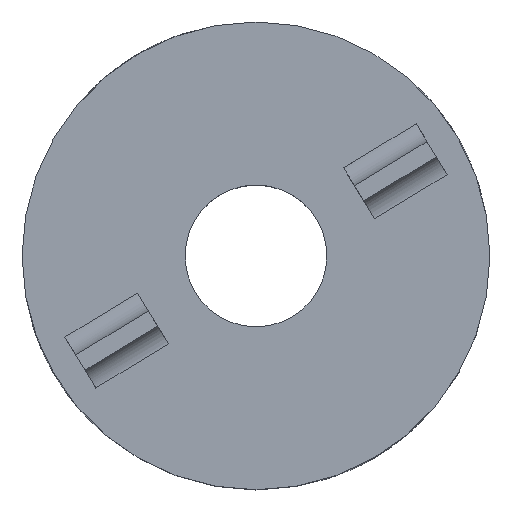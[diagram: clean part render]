
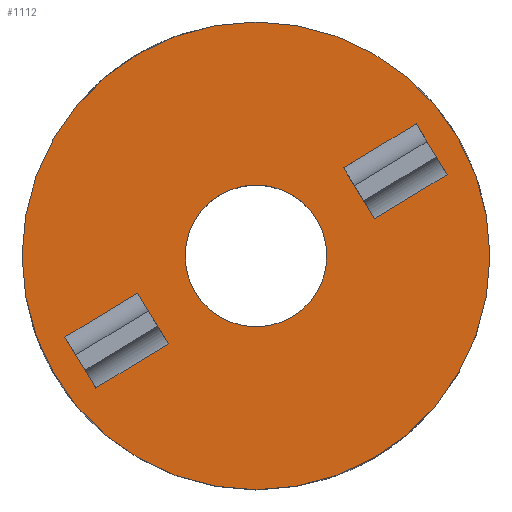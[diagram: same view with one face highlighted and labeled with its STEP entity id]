
A CAD part, top view. The second image highlights one B-rep face of the part: STEP entity #1112.
In plain terms, the highlighted planar face has unit normal (0, 0, 1).
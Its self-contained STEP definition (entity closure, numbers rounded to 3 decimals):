
#2 = ORIENTED_EDGE ( 'NONE', *, *, #665, .T. ) ;
#20 = ORIENTED_EDGE ( 'NONE', *, *, #2061, .F. ) ;
#73 = CARTESIAN_POINT ( 'NONE',  ( 0., 0., 8.5 ) ) ;
#75 = CIRCLE ( 'NONE', #1444, 5. ) ;
#123 = VECTOR ( 'NONE', #158, 1000. ) ;
#127 = DIRECTION ( 'NONE',  ( -0.519, 0.855, 0. ) ) ;
#137 = CARTESIAN_POINT ( 'NONE',  ( -11.303, -9.322, 8.5 ) ) ;
#143 = EDGE_CURVE ( 'NONE', #328, #891, #1422, .T. ) ;
#158 = DIRECTION ( 'NONE',  ( -0.519, 0.855, 0. ) ) ;
#166 = EDGE_LOOP ( 'NONE', ( #1309, #500, #2, #1942 ) ) ;
#217 = DIRECTION ( 'NONE',  ( 1., 0., 0. ) ) ;
#224 = CARTESIAN_POINT ( 'NONE',  ( -1.09, 1.795, 8.5 ) ) ;
#226 = VERTEX_POINT ( 'NONE', #614 ) ;
#235 = CARTESIAN_POINT ( 'NONE',  ( 6.175, 6.207, 8.5 ) ) ;
#246 = CARTESIAN_POINT ( 'NONE',  ( -6.175, -6.207, 8.5 ) ) ;
#250 = EDGE_CURVE ( 'NONE', #1636, #854, #2085, .T. ) ;
#256 = LINE ( 'NONE', #424, #2088 ) ;
#327 = VERTEX_POINT ( 'NONE', #483 ) ;
#328 = VERTEX_POINT ( 'NONE', #1301 ) ;
#329 = VERTEX_POINT ( 'NONE', #137 ) ;
#424 = CARTESIAN_POINT ( 'NONE',  ( -1.09, 1.795, 8.5 ) ) ;
#442 = LINE ( 'NONE', #224, #1725 ) ;
#452 = ORIENTED_EDGE ( 'NONE', *, *, #1007, .T. ) ;
#465 = VECTOR ( 'NONE', #1923, 1000. ) ;
#483 = CARTESIAN_POINT ( 'NONE',  ( -8.355, -2.618, 8.5 ) ) ;
#500 = ORIENTED_EDGE ( 'NONE', *, *, #143, .T. ) ;
#525 = CARTESIAN_POINT ( 'NONE',  ( -13.483, -5.732, 8.5 ) ) ;
#545 = DIRECTION ( 'NONE',  ( 0., 0., 1. ) ) ;
#553 = AXIS2_PLACEMENT_3D ( 'NONE', #1348, #545, #217 ) ;
#593 = CARTESIAN_POINT ( 'NONE',  ( 16.5, 0., 8.5 ) ) ;
#614 = CARTESIAN_POINT ( 'NONE',  ( -5., 0., 8.5 ) ) ;
#622 = LINE ( 'NONE', #1588, #1640 ) ;
#649 = CARTESIAN_POINT ( 'NONE',  ( -16.5, 0., 8.5 ) ) ;
#665 = EDGE_CURVE ( 'NONE', #891, #1636, #622, .T. ) ;
#700 = ORIENTED_EDGE ( 'NONE', *, *, #1220, .T. ) ;
#708 = VECTOR ( 'NONE', #1271, 1000. ) ;
#712 = EDGE_LOOP ( 'NONE', ( #20, #1004, #1802, #1337 ) ) ;
#725 = ORIENTED_EDGE ( 'NONE', *, *, #1059, .T. ) ;
#736 = FACE_BOUND ( 'NONE', #712, .T. ) ;
#755 = LINE ( 'NONE', #1911, #465 ) ;
#759 = VERTEX_POINT ( 'NONE', #593 ) ;
#786 = DIRECTION ( 'NONE',  ( 0., 0., 1. ) ) ;
#827 = AXIS2_PLACEMENT_3D ( 'NONE', #1528, #1211, #888 ) ;
#829 = CIRCLE ( 'NONE', #862, 16.5 ) ;
#837 = DIRECTION ( 'NONE',  ( 0.855, 0.519, 0. ) ) ;
#844 = VERTEX_POINT ( 'NONE', #246 ) ;
#854 = VERTEX_POINT ( 'NONE', #235 ) ;
#858 = CARTESIAN_POINT ( 'NONE',  ( 1.09, -1.795, 8.5 ) ) ;
#862 = AXIS2_PLACEMENT_3D ( 'NONE', #918, #786, #1560 ) ;
#888 = DIRECTION ( 'NONE',  ( 1., 0., 0. ) ) ;
#891 = VERTEX_POINT ( 'NONE', #1226 ) ;
#918 = CARTESIAN_POINT ( 'NONE',  ( 0., 0., 8.5 ) ) ;
#928 = CIRCLE ( 'NONE', #827, 5. ) ;
#930 = DIRECTION ( 'NONE',  ( -0.855, -0.519, 0. ) ) ;
#956 = EDGE_CURVE ( 'NONE', #328, #854, #256, .T. ) ;
#1004 = ORIENTED_EDGE ( 'NONE', *, *, #2092, .T. ) ;
#1007 = EDGE_CURVE ( 'NONE', #226, #1662, #75, .T. ) ;
#1033 = DIRECTION ( 'NONE',  ( 0., 0., -1. ) ) ;
#1038 = EDGE_CURVE ( 'NONE', #759, #1643, #1737, .T. ) ;
#1041 = FACE_BOUND ( 'NONE', #166, .T. ) ;
#1059 = EDGE_CURVE ( 'NONE', #1662, #226, #928, .T. ) ;
#1112 = ADVANCED_FACE ( 'NONE', ( #736, #1369, #1390, #1041 ), #1992, .T. ) ;
#1158 = LINE ( 'NONE', #1181, #123 ) ;
#1166 = ORIENTED_EDGE ( 'NONE', *, *, #1038, .T. ) ;
#1181 = CARTESIAN_POINT ( 'NONE',  ( -12.393, -7.527, 8.5 ) ) ;
#1189 = VECTOR ( 'NONE', #837, 1000. ) ;
#1190 = DIRECTION ( 'NONE',  ( 1., 0., 0. ) ) ;
#1204 = AXIS2_PLACEMENT_3D ( 'NONE', #1221, #2014, #1519 ) ;
#1211 = DIRECTION ( 'NONE',  ( 0., 0., -1. ) ) ;
#1220 = EDGE_CURVE ( 'NONE', #1643, #759, #829, .T. ) ;
#1221 = CARTESIAN_POINT ( 'NONE',  ( 0., 0., 8.5 ) ) ;
#1226 = CARTESIAN_POINT ( 'NONE',  ( 13.483, 5.732, 8.5 ) ) ;
#1271 = DIRECTION ( 'NONE',  ( 0.519, -0.855, 0. ) ) ;
#1301 = CARTESIAN_POINT ( 'NONE',  ( 11.303, 9.322, 8.5 ) ) ;
#1309 = ORIENTED_EDGE ( 'NONE', *, *, #956, .F. ) ;
#1337 = ORIENTED_EDGE ( 'NONE', *, *, #1968, .T. ) ;
#1348 = CARTESIAN_POINT ( 'NONE',  ( 0., 0., 8.5 ) ) ;
#1369 = FACE_BOUND ( 'NONE', #1930, .T. ) ;
#1390 = FACE_OUTER_BOUND ( 'NONE', #1990, .T. ) ;
#1422 = LINE ( 'NONE', #2071, #708 ) ;
#1428 = CARTESIAN_POINT ( 'NONE',  ( 8.355, 2.618, 8.5 ) ) ;
#1444 = AXIS2_PLACEMENT_3D ( 'NONE', #73, #1033, #1190 ) ;
#1452 = EDGE_CURVE ( 'NONE', #2075, #327, #442, .T. ) ;
#1519 = DIRECTION ( 'NONE',  ( 1., 0., 0. ) ) ;
#1528 = CARTESIAN_POINT ( 'NONE',  ( 0., 0., 8.5 ) ) ;
#1560 = DIRECTION ( 'NONE',  ( 1., 0., 0. ) ) ;
#1588 = CARTESIAN_POINT ( 'NONE',  ( 1.09, -1.795, 8.5 ) ) ;
#1592 = CARTESIAN_POINT ( 'NONE',  ( 7.265, 4.413, 8.5 ) ) ;
#1628 = LINE ( 'NONE', #858, #1189 ) ;
#1636 = VERTEX_POINT ( 'NONE', #1428 ) ;
#1640 = VECTOR ( 'NONE', #930, 1000. ) ;
#1643 = VERTEX_POINT ( 'NONE', #649 ) ;
#1662 = VERTEX_POINT ( 'NONE', #1668 ) ;
#1668 = CARTESIAN_POINT ( 'NONE',  ( 5., 0., 8.5 ) ) ;
#1725 = VECTOR ( 'NONE', #1883, 1000. ) ;
#1737 = CIRCLE ( 'NONE', #553, 16.5 ) ;
#1802 = ORIENTED_EDGE ( 'NONE', *, *, #1452, .T. ) ;
#1867 = VECTOR ( 'NONE', #127, 1000. ) ;
#1879 = DIRECTION ( 'NONE',  ( -0.855, -0.519, 0. ) ) ;
#1883 = DIRECTION ( 'NONE',  ( 0.855, 0.519, 0. ) ) ;
#1911 = CARTESIAN_POINT ( 'NONE',  ( -7.265, -4.413, 8.5 ) ) ;
#1923 = DIRECTION ( 'NONE',  ( 0.519, -0.855, 0. ) ) ;
#1930 = EDGE_LOOP ( 'NONE', ( #452, #725 ) ) ;
#1942 = ORIENTED_EDGE ( 'NONE', *, *, #250, .T. ) ;
#1968 = EDGE_CURVE ( 'NONE', #327, #844, #755, .T. ) ;
#1990 = EDGE_LOOP ( 'NONE', ( #700, #1166 ) ) ;
#1992 = PLANE ( 'NONE',  #1204 ) ;
#2014 = DIRECTION ( 'NONE',  ( 0., 0., 1. ) ) ;
#2061 = EDGE_CURVE ( 'NONE', #329, #844, #1628, .T. ) ;
#2071 = CARTESIAN_POINT ( 'NONE',  ( 12.393, 7.527, 8.5 ) ) ;
#2075 = VERTEX_POINT ( 'NONE', #525 ) ;
#2085 = LINE ( 'NONE', #1592, #1867 ) ;
#2088 = VECTOR ( 'NONE', #1879, 1000. ) ;
#2092 = EDGE_CURVE ( 'NONE', #329, #2075, #1158, .T. ) ;
